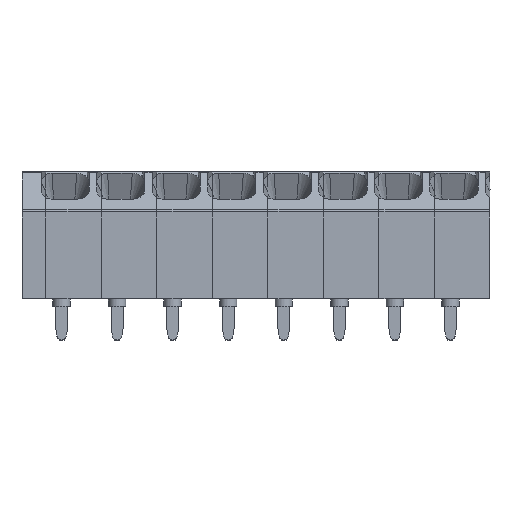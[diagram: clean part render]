
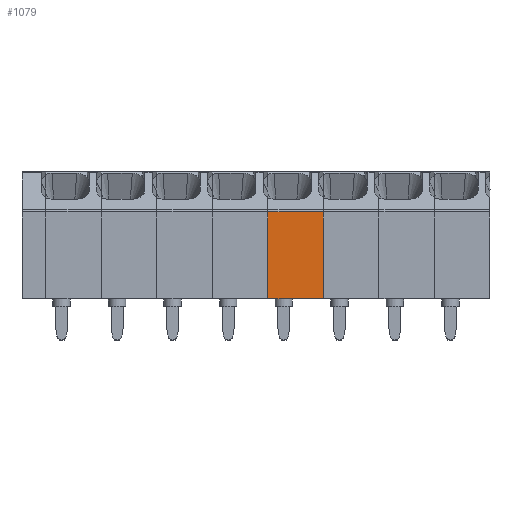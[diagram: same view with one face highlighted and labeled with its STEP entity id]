
A CAD part, front view. The second image highlights one B-rep face of the part: STEP entity #1079.
In plain terms, the highlighted planar face has unit normal (0, -1, 0).
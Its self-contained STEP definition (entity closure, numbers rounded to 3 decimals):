
#1079=ADVANCED_FACE('',(#4238),#4239,.T.);
#4238=FACE_OUTER_BOUND('',#9771,.T.);
#4239=PLANE('',#9772);
#9771=EDGE_LOOP('',(#20381,#20382,#20383,#20384));
#9772=AXIS2_PLACEMENT_3D('',#20385,#20386,#20387);
#20381=ORIENTED_EDGE('',*,*,#35137,.T.);
#20382=ORIENTED_EDGE('',*,*,#35135,.F.);
#20383=ORIENTED_EDGE('',*,*,#35138,.T.);
#20384=ORIENTED_EDGE('',*,*,#35139,.F.);
#20385=CARTESIAN_POINT('',(19.0,0.0,8.));
#20386=DIRECTION('',(0.,-1.0,0.0));
#20387=DIRECTION('',(1.0,0.,0.0));
#35135=EDGE_CURVE('',#42514,#42516,#42517,.T.);
#35137=EDGE_CURVE('',#42519,#42516,#42520,.T.);
#35138=EDGE_CURVE('',#42514,#42521,#42522,.T.);
#35139=EDGE_CURVE('',#42519,#42521,#42523,.T.);
#42514=VERTEX_POINT('',#55314);
#42516=VERTEX_POINT('',#55317);
#42517=LINE('',#55318,#55319);
#42519=VERTEX_POINT('',#55322);
#42520=LINE('',#55323,#55324);
#42521=VERTEX_POINT('',#55325);
#42522=LINE('',#55326,#55327);
#42523=LINE('',#55328,#55329);
#55314=CARTESIAN_POINT('',(19.0,0.0,0.));
#55317=CARTESIAN_POINT('',(15.5,0.0,0.));
#55318=CARTESIAN_POINT('',(19.0,0.0,0.));
#55319=VECTOR('',#70889,1.0);
#55322=CARTESIAN_POINT('',(15.5,0.0,5.478));
#55323=CARTESIAN_POINT('',(15.5,0.0,0.262));
#55324=VECTOR('',#70891,1.0);
#55325=CARTESIAN_POINT('',(19.0,0.0,5.478));
#55326=CARTESIAN_POINT('',(19.0,0.0,0.262));
#55327=VECTOR('',#70892,1.0);
#55328=CARTESIAN_POINT('',(19.0,0.0,5.478));
#55329=VECTOR('',#70893,1.0);
#70889=DIRECTION('',(-1.0,0.,0.0));
#70891=DIRECTION('',(0.0,0.0,-1.0));
#70892=DIRECTION('',(0.0,0.0,1.0));
#70893=DIRECTION('',(1.0,0.,0.));
